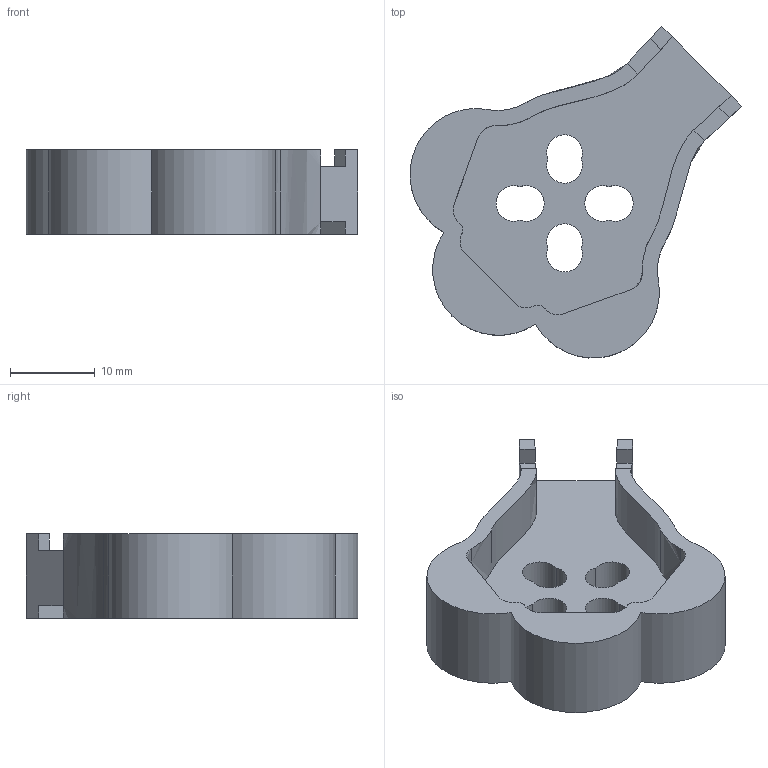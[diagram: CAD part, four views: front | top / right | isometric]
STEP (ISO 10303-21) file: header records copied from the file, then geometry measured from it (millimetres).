
FILE_DESCRIPTION(/* description */ (''),/* implementation_level */ '2;1');
FILE_NAME(/* name */ 'foot_basic.step',/* time_stamp */ '2025-07-17T17:28:44-07:00',/* author */ (''),/* organization */ (''),/* preprocessor_version */ 'ST-DEVELOPER v20.1',/* originating_system */ 'Autodesk Translation Framework v14.10.0.0',/* authorisation */ '');
FILE_SCHEMA (('AUTOMOTIVE_DESIGN { 1 0 10303 214 3 1 1 }'));
Length unit declared in the file: millimetre
Products named in the file (1): Arm Guard
Bounding box: 39.18 x 39.18 x 10 mm (x, y, z)
Volume: 4654.3 mm3; surface area: 3995.7 mm2
Topology: 1 solids, 1 shells, 58 faces, 162 edges, 106 vertices
Faces by surface type: plane 26, cylinder 20, bspline 12
Entity records: 2165 total; most frequent: CARTESIAN_POINT 689, ORIENTED_EDGE 324, DIRECTION 270, EDGE_CURVE 162, VERTEX_POINT 106, AXIS2_PLACEMENT_3D 91, LINE 88, VECTOR 88
